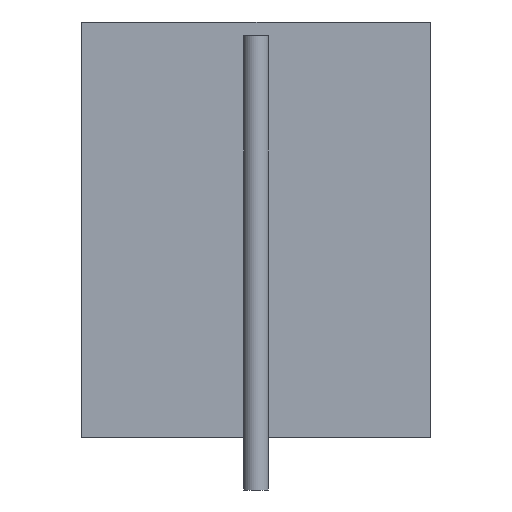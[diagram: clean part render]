
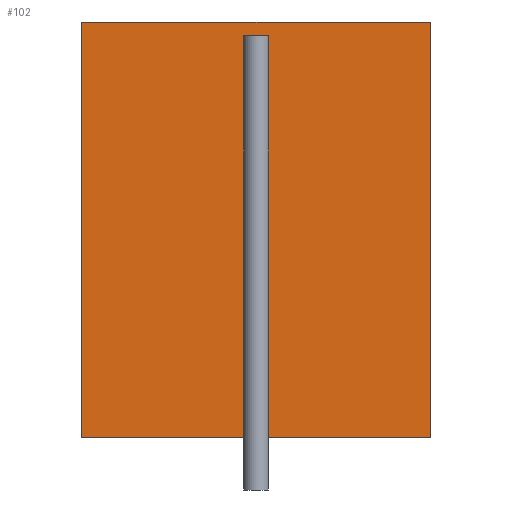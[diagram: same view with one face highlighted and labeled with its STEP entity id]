
A CAD part, left-side view. The second image highlights one B-rep face of the part: STEP entity #102.
In plain terms, the highlighted planar face has unit normal (-1, 0, 0).
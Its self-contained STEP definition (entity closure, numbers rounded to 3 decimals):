
#13=DIRECTION('',(0.,0.,1.));
#27=DIRECTION('',(1.,0.,0.));
#40=VERTEX_POINT('',#41);
#41=CARTESIAN_POINT('',(0.,0.45,0.));
#53=VERTEX_POINT('',#54);
#54=CARTESIAN_POINT('',(0.,-0.45,0.));
#55=ORIENTED_EDGE('',*,*,#56,.T.);
#56=EDGE_CURVE('',#53,#57,#59,.T.);
#57=VERTEX_POINT('',#58);
#58=CARTESIAN_POINT('',(0.,-0.45,14.5));
#59=LINE('',#58,#60);
#60=VECTOR('',#13,1.);
#63=VERTEX_POINT('',#64);
#64=CARTESIAN_POINT('',(0.,0.45,14.5));
#68=ORIENTED_EDGE('',*,*,#69,.F.);
#69=EDGE_CURVE('',#40,#63,#70,.T.);
#70=LINE('',#64,#60);
#76=EDGE_CURVE('',#77,#53,#79,.T.);
#77=VERTEX_POINT('',#78);
#78=CARTESIAN_POINT('',(0.,-6.3,0.));
#79=LINE('',#78,#80);
#80=VECTOR('',#81,1.);
#81=DIRECTION('',(0.,1.,0.));
#95=VERTEX_POINT('',#96);
#96=CARTESIAN_POINT('',(0.,6.3,0.));
#99=EDGE_CURVE('',#40,#95,#79,.T.);
#102=ADVANCED_FACE('',(#103),#126,.F.);
#103=FACE_BOUND('',#104,.F.);
#104=EDGE_LOOP('',(#105,#112,#115,#55,#116,#68,#122,#123));
#105=ORIENTED_EDGE('',*,*,#106,.F.);
#106=EDGE_CURVE('',#107,#109,#111,.T.);
#107=VERTEX_POINT('',#108);
#108=CARTESIAN_POINT('',(0.,-6.3,15.));
#109=VERTEX_POINT('',#110);
#110=CARTESIAN_POINT('',(0.,6.3,15.));
#111=LINE('',#108,#80);
#112=ORIENTED_EDGE('',*,*,#113,.F.);
#113=EDGE_CURVE('',#77,#107,#114,.T.);
#114=LINE('',#78,#60);
#115=ORIENTED_EDGE('',*,*,#76,.T.);
#116=ORIENTED_EDGE('',*,*,#117,.T.);
#117=EDGE_CURVE('',#57,#63,#118,.T.);
#118=LINE('',#119,#120);
#119=CARTESIAN_POINT('',(0.,-3.15,14.5));
#120=VECTOR('',#121,1.);
#121=DIRECTION('',(0.,1.,0.));
#122=ORIENTED_EDGE('',*,*,#99,.T.);
#123=ORIENTED_EDGE('',*,*,#124,.T.);
#124=EDGE_CURVE('',#95,#109,#125,.T.);
#125=LINE('',#96,#60);
#126=PLANE('',#127);
#127=AXIS2_PLACEMENT_3D('',#78,#27,#13);
